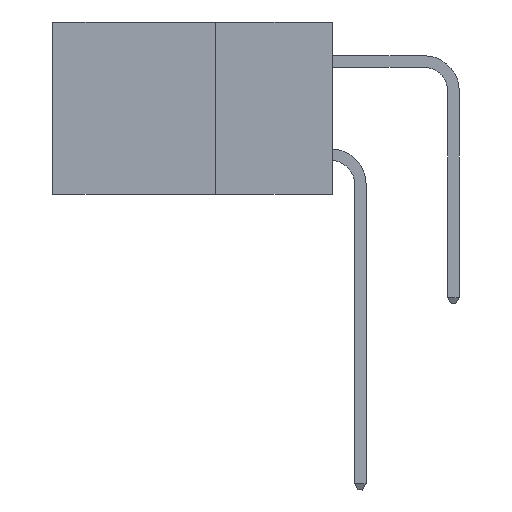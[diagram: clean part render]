
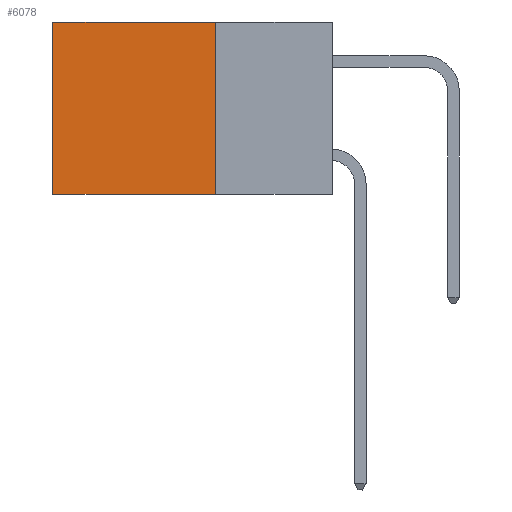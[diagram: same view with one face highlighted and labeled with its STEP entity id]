
A CAD part, left-side view. The second image highlights one B-rep face of the part: STEP entity #6078.
In plain terms, the highlighted planar face has unit normal (-1, 0, 0).
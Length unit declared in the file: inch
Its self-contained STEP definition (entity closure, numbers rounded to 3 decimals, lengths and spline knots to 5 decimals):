
#117 = ORIENTED_EDGE ( 'NONE', *, *, #6655, .F. ) ;
#420 = EDGE_CURVE ( 'NONE', #4737, #8308, #8530, .T. ) ;
#1208 = LINE ( 'NONE', #14044, #16865 ) ;
#2710 = FACE_OUTER_BOUND ( 'NONE', #6717, .T. ) ;
#3991 = VECTOR ( 'NONE', #17651, 39.37008 ) ;
#4737 = VERTEX_POINT ( 'NONE', #7874 ) ;
#6078 = ADVANCED_FACE ( 'NONE', ( #2710 ), #20828, .F. ) ;
#6655 = EDGE_CURVE ( 'NONE', #19667, #9102, #23065, .T. ) ;
#6717 = EDGE_LOOP ( 'NONE', ( #8937, #117, #12038, #21832 ) ) ;
#7295 = VECTOR ( 'NONE', #7428, 39.37008 ) ;
#7332 = VECTOR ( 'NONE', #12229, 39.37008 ) ;
#7428 = DIRECTION ( 'NONE',  ( 0., 0., -1. ) ) ;
#7874 = CARTESIAN_POINT ( 'NONE',  ( 0.2615, 0.25, 0. ) ) ;
#7880 = DIRECTION ( 'NONE',  ( 0., 0., -1. ) ) ;
#8308 = VERTEX_POINT ( 'NONE', #12909 ) ;
#8530 = LINE ( 'NONE', #23177, #7332 ) ;
#8937 = ORIENTED_EDGE ( 'NONE', *, *, #11904, .T. ) ;
#9102 = VERTEX_POINT ( 'NONE', #11010 ) ;
#9214 = CARTESIAN_POINT ( 'NONE',  ( 0.2615, 0.25, -0.37 ) ) ;
#10333 = CARTESIAN_POINT ( 'NONE',  ( 0.2615, 0.25, -0.37 ) ) ;
#11010 = CARTESIAN_POINT ( 'NONE',  ( 0.2615, 0.6, -0.37 ) ) ;
#11904 = EDGE_CURVE ( 'NONE', #8308, #9102, #1208, .T. ) ;
#12038 = ORIENTED_EDGE ( 'NONE', *, *, #19936, .F. ) ;
#12229 = DIRECTION ( 'NONE',  ( 0., 1., 0. ) ) ;
#12496 = CARTESIAN_POINT ( 'NONE',  ( 0.2615, 0.25, -0.37 ) ) ;
#12769 = AXIS2_PLACEMENT_3D ( 'NONE', #16984, #22399, #7880 ) ;
#12814 = LINE ( 'NONE', #9214, #7295 ) ;
#12909 = CARTESIAN_POINT ( 'NONE',  ( 0.2615, 0.6, 0. ) ) ;
#14044 = CARTESIAN_POINT ( 'NONE',  ( 0.2615, 0.6, -0.37 ) ) ;
#14274 = DIRECTION ( 'NONE',  ( 0., 0., -1. ) ) ;
#16865 = VECTOR ( 'NONE', #14274, 39.37008 ) ;
#16984 = CARTESIAN_POINT ( 'NONE',  ( 0.2615, 0.25, -0.37 ) ) ;
#17651 = DIRECTION ( 'NONE',  ( 0., 1., 0. ) ) ;
#19667 = VERTEX_POINT ( 'NONE', #12496 ) ;
#19936 = EDGE_CURVE ( 'NONE', #4737, #19667, #12814, .T. ) ;
#20828 = PLANE ( 'NONE',  #12769 ) ;
#21832 = ORIENTED_EDGE ( 'NONE', *, *, #420, .T. ) ;
#22399 = DIRECTION ( 'NONE',  ( 1., 0., 0. ) ) ;
#23065 = LINE ( 'NONE', #10333, #3991 ) ;
#23177 = CARTESIAN_POINT ( 'NONE',  ( 0.2615, 0.25, 0. ) ) ;
